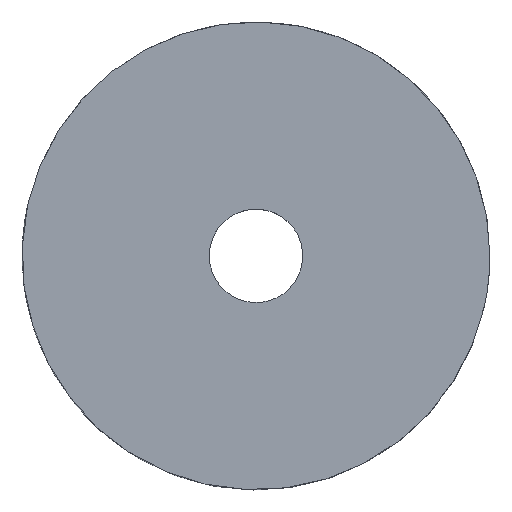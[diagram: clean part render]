
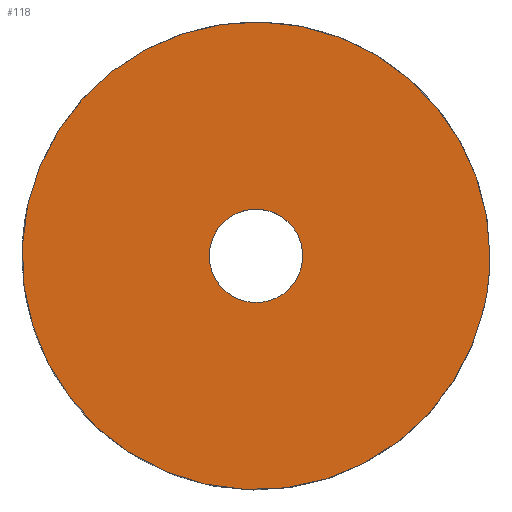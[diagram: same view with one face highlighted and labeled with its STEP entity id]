
A CAD part, top view. The second image highlights one B-rep face of the part: STEP entity #118.
In plain terms, the highlighted planar face has unit normal (0, 0, 1).
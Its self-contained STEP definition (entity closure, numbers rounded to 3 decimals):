
#118=ADVANCED_FACE('',(#195,#196),#194,.F.);
#194=PLANE('',#373);
#195=FACE_OUTER_BOUND('',#374,.T.);
#196=FACE_BOUND('',#375,.T.);
#370=CARTESIAN_POINT('',(9.75,-15.588,6.));
#371=DIRECTION('',(0.,0.,-1.));
#372=DIRECTION('',(-1.,0.,0.));
#373=AXIS2_PLACEMENT_3D('',#370,#371,#372);
#374=EDGE_LOOP('',(#518,#519,#520));
#375=EDGE_LOOP('',(#521,#522,#523));
#518=ORIENTED_EDGE('',*,*,#612,.F.);
#519=ORIENTED_EDGE('',*,*,#613,.F.);
#520=ORIENTED_EDGE('',*,*,#614,.F.);
#521=ORIENTED_EDGE('',*,*,#615,.T.);
#522=ORIENTED_EDGE('',*,*,#616,.T.);
#523=ORIENTED_EDGE('',*,*,#617,.T.);
#612=EDGE_CURVE('',#759,#760,#761,.T.);
#613=EDGE_CURVE('',#767,#759,#768,.T.);
#614=EDGE_CURVE('',#760,#767,#774,.T.);
#615=EDGE_CURVE('',#780,#781,#782,.T.);
#616=EDGE_CURVE('',#781,#788,#789,.T.);
#617=EDGE_CURVE('',#788,#780,#795,.T.);
#759=VERTEX_POINT('',#1090);
#760=VERTEX_POINT('',#1091);
#761=CIRCLE('',#1095,7.5);
#767=VERTEX_POINT('',#1096);
#768=CIRCLE('',#1100,7.5);
#774=CIRCLE('',#1104,7.5);
#780=VERTEX_POINT('',#1105);
#781=VERTEX_POINT('',#1106);
#782=CIRCLE('',#1110,1.5);
#788=VERTEX_POINT('',#1111);
#789=CIRCLE('',#1115,1.5);
#795=CIRCLE('',#1119,1.5);
#1090=CARTESIAN_POINT('',(-7.32,1.634,6.));
#1091=CARTESIAN_POINT('',(7.5,0.,6.));
#1092=CARTESIAN_POINT('',(0.,0.,6.));
#1093=DIRECTION('',(0.,0.,-1.));
#1094=DIRECTION('',(1.,0.,0.));
#1095=AXIS2_PLACEMENT_3D('',#1092,#1093,#1094);
#1096=CARTESIAN_POINT('',(7.319,-1.636,6.));
#1097=CARTESIAN_POINT('',(0.,0.,6.));
#1098=DIRECTION('',(0.,0.,-1.));
#1099=DIRECTION('',(1.,0.,0.));
#1100=AXIS2_PLACEMENT_3D('',#1097,#1098,#1099);
#1101=CARTESIAN_POINT('',(0.,0.,6.));
#1102=DIRECTION('',(0.,0.,-1.));
#1103=DIRECTION('',(1.,0.,0.));
#1104=AXIS2_PLACEMENT_3D('',#1101,#1102,#1103);
#1105=CARTESIAN_POINT('',(-1.5,0.,6.));
#1106=CARTESIAN_POINT('',(-0.177,1.489,6.));
#1107=CARTESIAN_POINT('',(0.,0.,6.));
#1108=DIRECTION('',(0.,0.,-1.));
#1109=DIRECTION('',(-1.,0.,0.));
#1110=AXIS2_PLACEMENT_3D('',#1107,#1108,#1109);
#1111=CARTESIAN_POINT('',(0.177,-1.49,6.));
#1112=CARTESIAN_POINT('',(0.,0.,6.));
#1113=DIRECTION('',(0.,0.,-1.));
#1114=DIRECTION('',(-1.,0.,0.));
#1115=AXIS2_PLACEMENT_3D('',#1112,#1113,#1114);
#1116=CARTESIAN_POINT('',(0.,0.,6.));
#1117=DIRECTION('',(0.,0.,-1.));
#1118=DIRECTION('',(-1.,0.,0.));
#1119=AXIS2_PLACEMENT_3D('',#1116,#1117,#1118);
